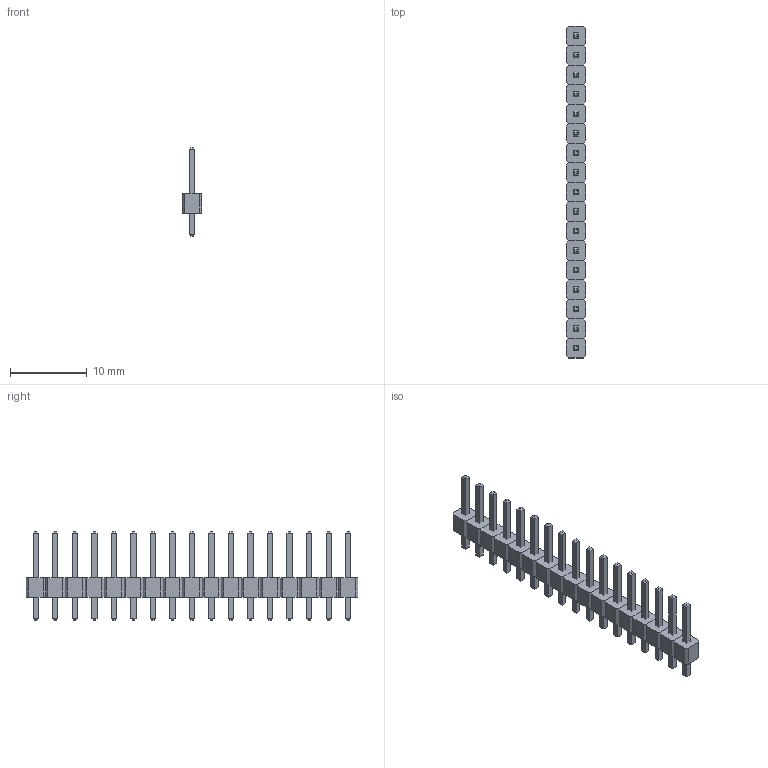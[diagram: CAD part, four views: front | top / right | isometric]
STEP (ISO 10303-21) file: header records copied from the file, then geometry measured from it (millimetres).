
FILE_DESCRIPTION(('FreeCAD Model'),'2;1');
FILE_NAME('Open CASCADE Shape Model','2022-07-24T09:42:43',( 'kicad StepUp'),('ksu MCAD'),'Open CASCADE STEP processor 7.5', 'FreeCAD','Unknown');
FILE_SCHEMA(('AUTOMOTIVE_DESIGN { 1 0 10303 214 1 1 1 1 }'));
Length unit declared in the file: millimetre
Products named in the file (3): PinHeader_P2.54mm_1x17; Body; Pin
Assembly tree (2 placements, depth 2):
  PinHeader_P2.54mm_1x17
    Body
    Pin
Bounding box: 2.54 x 43.18 x 11.5 mm (x, y, z)
Volume: 365.1 mm3; surface area: 1014.6 mm2
Topology: 18 solids, 18 shells, 444 faces, 956 edges, 548 vertices
Faces by surface type: plane 444
Entity records: 11595 total; most frequent: CARTESIAN_POINT 1951, ORIENTED_EDGE 1912, DIRECTION 1850, EDGE_CURVE 956, LINE 956, VECTOR 956, VERTEX_POINT 548, AXIS2_PLACEMENT_3D 447
